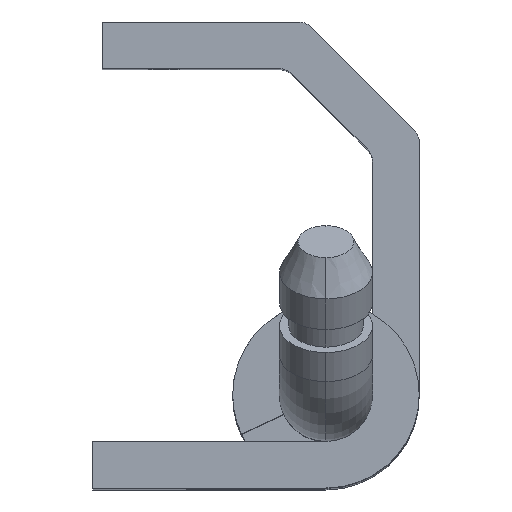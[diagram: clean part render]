
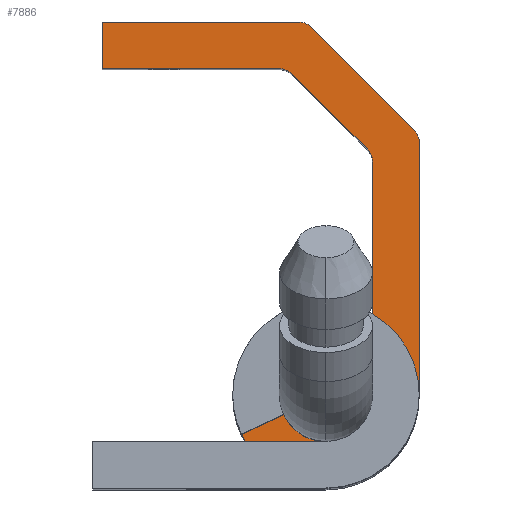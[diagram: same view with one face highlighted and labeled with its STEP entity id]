
A CAD part, top view. The second image highlights one B-rep face of the part: STEP entity #7886.
In plain terms, the highlighted planar face has unit normal (0, 0, 1).
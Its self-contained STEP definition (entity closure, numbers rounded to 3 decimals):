
#176 = CARTESIAN_POINT ( 'NONE',  ( 0., 0., 18. ) ) ;
#342 = LINE ( 'NONE', #2040, #10927 ) ;
#604 = ORIENTED_EDGE ( 'NONE', *, *, #8915, .T. ) ;
#634 = VERTEX_POINT ( 'NONE', #1809 ) ;
#756 = ORIENTED_EDGE ( 'NONE', *, *, #2210, .F. ) ;
#950 = CARTESIAN_POINT ( 'NONE',  ( -12., 20., 18. ) ) ;
#1163 = VERTEX_POINT ( 'NONE', #10693 ) ;
#1240 = CIRCLE ( 'NONE', #7380, 1. ) ;
#1249 = EDGE_LOOP ( 'NONE', ( #10274, #12881, #4466, #12753, #6265, #11811, #2338, #604, #1979, #9458, #10067, #15982, #756, #15160, #8908, #13335 ) ) ;
#1708 = CARTESIAN_POINT ( 'NONE',  ( 4., 13.525, 18. ) ) ;
#1748 = CARTESIAN_POINT ( 'NONE',  ( 2.113, 4.532, 18. ) ) ;
#1760 = CARTESIAN_POINT ( 'NONE',  ( 0., 0., 18. ) ) ;
#1809 = CARTESIAN_POINT ( 'NONE',  ( -2.51, 17.5, 18. ) ) ;
#1836 = LINE ( 'NONE', #16199, #6042 ) ;
#1886 = VECTOR ( 'NONE', #5334, 1000. ) ;
#1979 = ORIENTED_EDGE ( 'NONE', *, *, #8216, .F. ) ;
#2040 = CARTESIAN_POINT ( 'NONE',  ( -12., 17.5, 18. ) ) ;
#2210 = EDGE_CURVE ( 'NONE', #5415, #6763, #10575, .T. ) ;
#2338 = ORIENTED_EDGE ( 'NONE', *, *, #6129, .F. ) ;
#2658 = VECTOR ( 'NONE', #10974, 1000. ) ;
#2671 = DIRECTION ( 'NONE',  ( 0., 1., 0. ) ) ;
#2784 = VECTOR ( 'NONE', #14035, 1000. ) ;
#2906 = DIRECTION ( 'NONE',  ( 0., 0., 1. ) ) ;
#3035 = DIRECTION ( 'NONE',  ( 0., 0., 1. ) ) ;
#3221 = CARTESIAN_POINT ( 'NONE',  ( -12., 17.5, 18. ) ) ;
#3580 = DIRECTION ( 'NONE',  ( 1., 0., 0. ) ) ;
#3965 = CARTESIAN_POINT ( 'NONE',  ( 2.113, 4.532, 18. ) ) ;
#3988 = CARTESIAN_POINT ( 'NONE',  ( 1.5, 12.49, 18. ) ) ;
#4098 = EDGE_CURVE ( 'NONE', #17024, #7027, #10564, .T. ) ;
#4214 = DIRECTION ( 'NONE',  ( 1., 0., 0. ) ) ;
#4360 = VECTOR ( 'NONE', #10929, 1000. ) ;
#4426 = CARTESIAN_POINT ( 'NONE',  ( -1.475, 20., 18. ) ) ;
#4458 = EDGE_CURVE ( 'NONE', #16593, #5415, #16258, .T. ) ;
#4466 = ORIENTED_EDGE ( 'NONE', *, *, #15710, .T. ) ;
#4474 = AXIS2_PLACEMENT_3D ( 'NONE', #16780, #6214, #17014 ) ;
#4477 = DIRECTION ( 'NONE',  ( 0., 0., 1. ) ) ;
#4634 = AXIS2_PLACEMENT_3D ( 'NONE', #1760, #4477, #5832 ) ;
#4922 = CIRCLE ( 'NONE', #10390, 1. ) ;
#5132 = EDGE_CURVE ( 'NONE', #1163, #12089, #4922, .T. ) ;
#5271 = DIRECTION ( 'NONE',  ( 0., 0., 1. ) ) ;
#5334 = DIRECTION ( 'NONE',  ( -0.423, -0.906, 0. ) ) ;
#5415 = VERTEX_POINT ( 'NONE', #16714 ) ;
#5463 = VECTOR ( 'NONE', #12880, 1000. ) ;
#5799 = CARTESIAN_POINT ( 'NONE',  ( -2.096, 17.5, 18. ) ) ;
#5832 = DIRECTION ( 'NONE',  ( 1., 0., 0. ) ) ;
#6042 = VECTOR ( 'NONE', #2671, 1000. ) ;
#6129 = EDGE_CURVE ( 'NONE', #634, #9889, #8308, .T. ) ;
#6214 = DIRECTION ( 'NONE',  ( 0., 0., 1. ) ) ;
#6265 = ORIENTED_EDGE ( 'NONE', *, *, #10646, .T. ) ;
#6386 = EDGE_CURVE ( 'NONE', #16593, #7869, #16506, .T. ) ;
#6498 = CARTESIAN_POINT ( 'NONE',  ( 4.707, 14.232, 18. ) ) ;
#6763 = VERTEX_POINT ( 'NONE', #9724 ) ;
#6860 = CARTESIAN_POINT ( 'NONE',  ( -0.768, 19.707, 18. ) ) ;
#7027 = VERTEX_POINT ( 'NONE', #4426 ) ;
#7356 = DIRECTION ( 'NONE',  ( 1., 0., 0. ) ) ;
#7380 = AXIS2_PLACEMENT_3D ( 'NONE', #10211, #11551, #3580 ) ;
#7495 = CARTESIAN_POINT ( 'NONE',  ( 5., 0., 18. ) ) ;
#7847 = EDGE_CURVE ( 'NONE', #10951, #10349, #10794, .T. ) ;
#7869 = VERTEX_POINT ( 'NONE', #11157 ) ;
#7886 = ADVANCED_FACE ( 'NONE', ( #10360 ), #13954, .T. ) ;
#8216 = EDGE_CURVE ( 'NONE', #1163, #12977, #17321, .T. ) ;
#8308 = LINE ( 'NONE', #5799, #2784 ) ;
#8401 = DIRECTION ( 'NONE',  ( 1., 0., 0. ) ) ;
#8815 = LINE ( 'NONE', #15049, #2658 ) ;
#8895 = EDGE_CURVE ( 'NONE', #13935, #10951, #14981, .T. ) ;
#8908 = ORIENTED_EDGE ( 'NONE', *, *, #6386, .T. ) ;
#8915 = EDGE_CURVE ( 'NONE', #634, #12977, #1240, .T. ) ;
#9237 = VERTEX_POINT ( 'NONE', #950 ) ;
#9348 = CARTESIAN_POINT ( 'NONE',  ( 2.5, 12.904, 18. ) ) ;
#9458 = ORIENTED_EDGE ( 'NONE', *, *, #5132, .T. ) ;
#9521 = DIRECTION ( 'NONE',  ( -0.707, 0.707, 0. ) ) ;
#9632 = CARTESIAN_POINT ( 'NONE',  ( 4.268, 14.672, 18. ) ) ;
#9724 = CARTESIAN_POINT ( 'NONE',  ( -2.5, 0., 18. ) ) ;
#9743 = CARTESIAN_POINT ( 'NONE',  ( 2.5, 12.49, 18. ) ) ;
#9889 = VERTEX_POINT ( 'NONE', #3221 ) ;
#10067 = ORIENTED_EDGE ( 'NONE', *, *, #11029, .F. ) ;
#10072 = CARTESIAN_POINT ( 'NONE',  ( 0., 0., 18. ) ) ;
#10211 = CARTESIAN_POINT ( 'NONE',  ( -2.51, 16.5, 18. ) ) ;
#10251 = AXIS2_PLACEMENT_3D ( 'NONE', #10072, #11300, #7356 ) ;
#10274 = ORIENTED_EDGE ( 'NONE', *, *, #8895, .T. ) ;
#10349 = VERTEX_POINT ( 'NONE', #6498 ) ;
#10360 = FACE_OUTER_BOUND ( 'NONE', #1249, .T. ) ;
#10390 = AXIS2_PLACEMENT_3D ( 'NONE', #3988, #14812, #4214 ) ;
#10564 = CIRCLE ( 'NONE', #15790, 1. ) ;
#10575 = CIRCLE ( 'NONE', #10251, 2.5 ) ;
#10646 = EDGE_CURVE ( 'NONE', #7027, #9237, #8815, .T. ) ;
#10693 = CARTESIAN_POINT ( 'NONE',  ( 2.207, 13.197, 18. ) ) ;
#10729 = EDGE_CURVE ( 'NONE', #9889, #9237, #342, .T. ) ;
#10794 = CIRCLE ( 'NONE', #16746, 1. ) ;
#10927 = VECTOR ( 'NONE', #16804, 1000. ) ;
#10929 = DIRECTION ( 'NONE',  ( -0.707, 0.707, 0. ) ) ;
#10951 = VERTEX_POINT ( 'NONE', #13215 ) ;
#10974 = DIRECTION ( 'NONE',  ( -1., 0., 0. ) ) ;
#11029 = EDGE_CURVE ( 'NONE', #16251, #12089, #1836, .T. ) ;
#11032 = CARTESIAN_POINT ( 'NONE',  ( 5., 0., 18. ) ) ;
#11157 = CARTESIAN_POINT ( 'NONE',  ( -5., 0., 18. ) ) ;
#11182 = AXIS2_PLACEMENT_3D ( 'NONE', #13385, #5271, #12118 ) ;
#11300 = DIRECTION ( 'NONE',  ( 0., 0., 1. ) ) ;
#11514 = CIRCLE ( 'NONE', #13947, 2.5 ) ;
#11551 = DIRECTION ( 'NONE',  ( 0., 0., -1. ) ) ;
#11811 = ORIENTED_EDGE ( 'NONE', *, *, #10729, .F. ) ;
#12089 = VERTEX_POINT ( 'NONE', #9743 ) ;
#12118 = DIRECTION ( 'NONE',  ( 1., 0., 0. ) ) ;
#12366 = DIRECTION ( 'NONE',  ( 1., 0., 0. ) ) ;
#12519 = DIRECTION ( 'NONE',  ( 1., 0., 0. ) ) ;
#12753 = ORIENTED_EDGE ( 'NONE', *, *, #4098, .T. ) ;
#12880 = DIRECTION ( 'NONE',  ( 0., 1., 0. ) ) ;
#12881 = ORIENTED_EDGE ( 'NONE', *, *, #7847, .T. ) ;
#12885 = CIRCLE ( 'NONE', #4474, 5. ) ;
#12977 = VERTEX_POINT ( 'NONE', #14012 ) ;
#13215 = CARTESIAN_POINT ( 'NONE',  ( 5., 13.525, 18. ) ) ;
#13335 = ORIENTED_EDGE ( 'NONE', *, *, #13781, .T. ) ;
#13385 = CARTESIAN_POINT ( 'NONE',  ( 0., 0., 18. ) ) ;
#13781 = EDGE_CURVE ( 'NONE', #7869, #13935, #12885, .T. ) ;
#13935 = VERTEX_POINT ( 'NONE', #11032 ) ;
#13947 = AXIS2_PLACEMENT_3D ( 'NONE', #176, #15055, #8401 ) ;
#13954 = PLANE ( 'NONE',  #4634 ) ;
#14012 = CARTESIAN_POINT ( 'NONE',  ( -1.803, 17.207, 18. ) ) ;
#14035 = DIRECTION ( 'NONE',  ( -1., 0., 0. ) ) ;
#14085 = CARTESIAN_POINT ( 'NONE',  ( 2.5, 0., 18. ) ) ;
#14812 = DIRECTION ( 'NONE',  ( 0., 0., -1. ) ) ;
#14981 = LINE ( 'NONE', #7495, #5463 ) ;
#15049 = CARTESIAN_POINT ( 'NONE',  ( -2.096, 20., 18. ) ) ;
#15055 = DIRECTION ( 'NONE',  ( 0., 0., 1. ) ) ;
#15160 = ORIENTED_EDGE ( 'NONE', *, *, #4458, .F. ) ;
#15610 = VECTOR ( 'NONE', #9521, 1000. ) ;
#15710 = EDGE_CURVE ( 'NONE', #10349, #17024, #16198, .T. ) ;
#15790 = AXIS2_PLACEMENT_3D ( 'NONE', #17524, #2906, #12366 ) ;
#15982 = ORIENTED_EDGE ( 'NONE', *, *, #16986, .F. ) ;
#16198 = LINE ( 'NONE', #9632, #4360 ) ;
#16199 = CARTESIAN_POINT ( 'NONE',  ( 2.5, 0., 18. ) ) ;
#16251 = VERTEX_POINT ( 'NONE', #14085 ) ;
#16258 = LINE ( 'NONE', #3965, #1886 ) ;
#16506 = CIRCLE ( 'NONE', #11182, 5. ) ;
#16593 = VERTEX_POINT ( 'NONE', #1748 ) ;
#16714 = CARTESIAN_POINT ( 'NONE',  ( 1.057, 2.266, 18. ) ) ;
#16746 = AXIS2_PLACEMENT_3D ( 'NONE', #1708, #3035, #12519 ) ;
#16780 = CARTESIAN_POINT ( 'NONE',  ( 0., 0., 18. ) ) ;
#16804 = DIRECTION ( 'NONE',  ( 0., 1., 0. ) ) ;
#16986 = EDGE_CURVE ( 'NONE', #6763, #16251, #11514, .T. ) ;
#17014 = DIRECTION ( 'NONE',  ( 1., 0., 0. ) ) ;
#17024 = VERTEX_POINT ( 'NONE', #6860 ) ;
#17321 = LINE ( 'NONE', #9348, #15610 ) ;
#17524 = CARTESIAN_POINT ( 'NONE',  ( -1.475, 19., 18. ) ) ;
